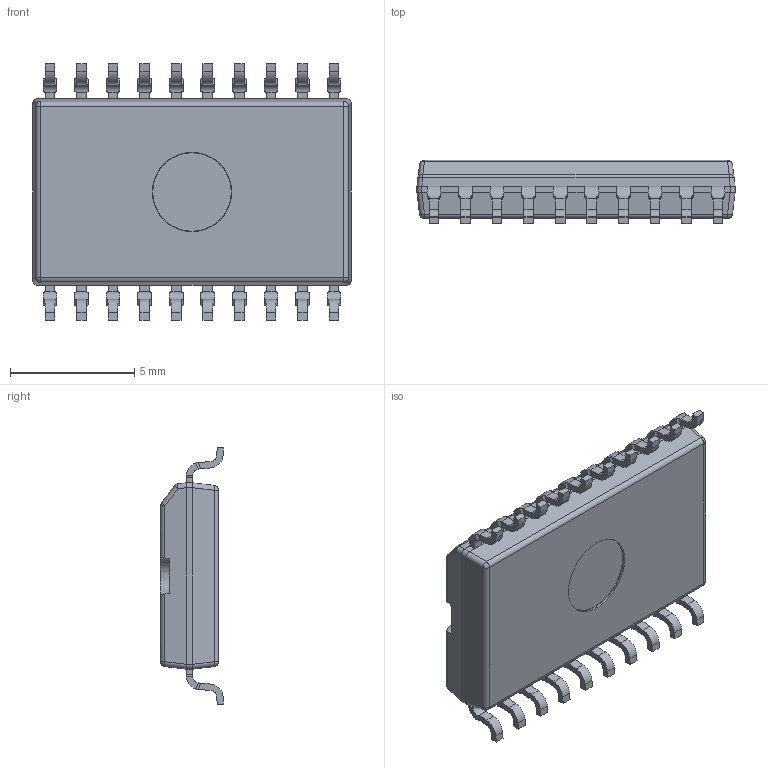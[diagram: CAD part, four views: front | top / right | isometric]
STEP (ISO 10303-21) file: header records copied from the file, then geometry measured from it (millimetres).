
FILE_DESCRIPTION (( '3D model for products with SOT163-1 package' ), '1' );
FILE_NAME ('SOT163-1.STEP', '2019-11-22T03:07:40', ( 'Packaging R&D' ), ( 'Nexperia' ), 'SwSTEP 2.0', 'SolidWorks 2019', '' );
FILE_SCHEMA (( 'AUTOMOTIVE_DESIGN' ));
Length unit declared in the file: millimetre
Products named in the file (4): SOT163-1; SOT163 upper body; SOT163 lower body; SOT163-1 Lead
Assembly tree (3 placements, depth 2):
  SOT163-1
    SOT163 lower body
    SOT163 upper body
    SOT163-1 Lead
Bounding box: 12.8 x 2.54 x 10.34 mm (x, y, z)
Volume: 219.7 mm3; surface area: 525.8 mm2
Topology: 22 solids, 22 shells, 529 faces, 1419 edges, 930 vertices
Faces by surface type: plane 314, cylinder 201, sphere 10, torus 3, cone 1
Entity records: 22492 total; most frequent: CARTESIAN_POINT 4830, ORIENTED_EDGE 2822, DIRECTION 2454, EDGE_CURVE 1411, VERTEX_POINT 930, VECTOR 834, LINE 834, AXIS2_PLACEMENT_3D 810
